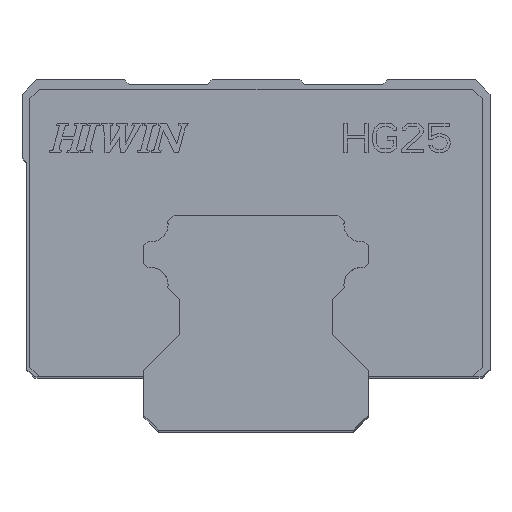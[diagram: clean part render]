
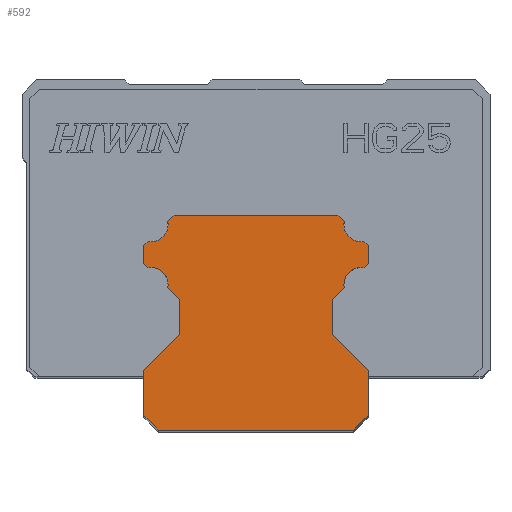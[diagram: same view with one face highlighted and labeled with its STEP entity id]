
A CAD part, top view. The second image highlights one B-rep face of the part: STEP entity #592.
In plain terms, the highlighted planar face has unit normal (0, 0, 1).
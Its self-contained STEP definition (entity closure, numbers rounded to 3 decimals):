
#97=CARTESIAN_POINT('',(10.772,-0.932,31.));
#98=DIRECTION('',(0.,0.,1.));
#99=DIRECTION('',(-0.986,0.168,0.));
#100=AXIS2_PLACEMENT_3D('',#97,#98,#99);
#102=CARTESIAN_POINT('',(10.772,-0.932,31.));
#103=DIRECTION('',(0.,0.,1.));
#104=DIRECTION('',(-1.,0.,0.));
#105=AXIS2_PLACEMENT_3D('',#102,#103,#104);
#107=DIRECTION('',(0.707,-0.707,0.));
#108=VECTOR('',#107,0.614);
#109=CARTESIAN_POINT('',(11.066,-2.657,31.));
#110=LINE('',#109,#108);
#111=DIRECTION('',(0.,-1.,0.));
#112=VECTOR('',#111,1.829);
#113=CARTESIAN_POINT('',(11.5,-3.091,31.));
#114=LINE('',#113,#112);
#115=DIRECTION('',(-0.707,-0.707,0.));
#116=VECTOR('',#115,0.595);
#117=CARTESIAN_POINT('',(11.5,-4.92,31.));
#118=LINE('',#117,#116);
#119=CARTESIAN_POINT('',(10.767,-7.063,31.));
#120=DIRECTION('',(0.,0.,1.));
#121=DIRECTION('',(0.178,0.984,0.));
#122=AXIS2_PLACEMENT_3D('',#119,#120,#121);
#124=CARTESIAN_POINT('',(10.767,-7.063,31.));
#125=DIRECTION('',(0.,0.,1.));
#126=DIRECTION('',(-1.,0.,0.));
#127=AXIS2_PLACEMENT_3D('',#124,#125,#126);
#129=DIRECTION('',(-0.707,-0.707,0.));
#130=VECTOR('',#129,1.761);
#131=CARTESIAN_POINT('',(9.045,-7.375,31.));
#132=LINE('',#131,#130);
#133=DIRECTION('',(0.,-1.,0.));
#134=VECTOR('',#133,3.581);
#135=CARTESIAN_POINT('',(7.8,-8.62,31.));
#136=LINE('',#135,#134);
#137=DIRECTION('',(0.707,-0.707,0.));
#138=VECTOR('',#137,5.233);
#139=CARTESIAN_POINT('',(7.8,-12.201,31.));
#140=LINE('',#139,#138);
#141=DIRECTION('',(0.,-1.,0.));
#142=VECTOR('',#141,4.599);
#143=CARTESIAN_POINT('',(11.5,-15.901,31.));
#144=LINE('',#143,#142);
#145=DIRECTION('',(-0.707,-0.707,0.));
#146=VECTOR('',#145,2.121);
#147=CARTESIAN_POINT('',(11.5,-20.5,31.));
#148=LINE('',#147,#146);
#149=DIRECTION('',(-1.,0.,0.));
#150=VECTOR('',#149,20.);
#151=CARTESIAN_POINT('',(10.,-22.,31.));
#152=LINE('',#151,#150);
#153=DIRECTION('',(-0.707,0.707,0.));
#154=VECTOR('',#153,2.121);
#155=CARTESIAN_POINT('',(-10.,-22.,31.));
#156=LINE('',#155,#154);
#157=DIRECTION('',(0.,1.,0.));
#158=VECTOR('',#157,4.599);
#159=CARTESIAN_POINT('',(-11.5,-20.5,31.));
#160=LINE('',#159,#158);
#161=DIRECTION('',(0.707,0.707,0.));
#162=VECTOR('',#161,5.233);
#163=CARTESIAN_POINT('',(-11.5,-15.901,31.));
#164=LINE('',#163,#162);
#165=DIRECTION('',(0.,1.,0.));
#166=VECTOR('',#165,3.581);
#167=CARTESIAN_POINT('',(-7.8,-12.201,31.));
#168=LINE('',#167,#166);
#169=DIRECTION('',(-0.707,0.707,0.));
#170=VECTOR('',#169,1.761);
#171=CARTESIAN_POINT('',(-7.8,-8.62,31.));
#172=LINE('',#171,#170);
#173=CARTESIAN_POINT('',(-10.767,-7.063,31.));
#174=DIRECTION('',(0.,0.,1.));
#175=DIRECTION('',(0.984,-0.178,0.));
#176=AXIS2_PLACEMENT_3D('',#173,#174,#175);
#178=CARTESIAN_POINT('',(-10.767,-7.063,31.));
#179=DIRECTION('',(0.,0.,1.));
#180=DIRECTION('',(1.,0.,0.));
#181=AXIS2_PLACEMENT_3D('',#178,#179,#180);
#183=DIRECTION('',(-0.707,0.707,0.));
#184=VECTOR('',#183,0.595);
#185=CARTESIAN_POINT('',(-11.079,-5.341,31.));
#186=LINE('',#185,#184);
#187=DIRECTION('',(0.,1.,0.));
#188=VECTOR('',#187,1.829);
#189=CARTESIAN_POINT('',(-11.5,-4.92,31.));
#190=LINE('',#189,#188);
#191=DIRECTION('',(0.707,0.707,0.));
#192=VECTOR('',#191,0.614);
#193=CARTESIAN_POINT('',(-11.5,-3.091,31.));
#194=LINE('',#193,#192);
#195=CARTESIAN_POINT('',(-10.772,-0.932,31.));
#196=DIRECTION('',(0.,0.,1.));
#197=DIRECTION('',(-0.168,-0.986,0.));
#198=AXIS2_PLACEMENT_3D('',#195,#196,#197);
#200=CARTESIAN_POINT('',(-10.772,-0.932,31.));
#201=DIRECTION('',(0.,0.,1.));
#202=DIRECTION('',(1.,0.,0.));
#203=AXIS2_PLACEMENT_3D('',#200,#201,#202);
#205=DIRECTION('',(0.707,0.707,0.));
#206=VECTOR('',#205,0.903);
#207=CARTESIAN_POINT('',(-9.047,-0.638,31.));
#208=LINE('',#207,#206);
#209=DIRECTION('',(1.,0.,0.));
#210=VECTOR('',#209,16.817);
#211=CARTESIAN_POINT('',(-8.409,0.,31.));
#212=LINE('',#211,#210);
#213=DIRECTION('',(0.707,-0.707,0.));
#214=VECTOR('',#213,0.903);
#215=CARTESIAN_POINT('',(8.409,0.,31.));
#216=LINE('',#215,#214);
#393=CARTESIAN_POINT('',(9.017,-7.063,31.));
#394=CARTESIAN_POINT('',(9.045,-7.375,31.));
#395=VERTEX_POINT('',#393);
#396=VERTEX_POINT('',#394);
#397=CARTESIAN_POINT('',(11.079,-5.341,31.));
#398=VERTEX_POINT('',#397);
#399=CARTESIAN_POINT('',(9.047,-0.638,31.));
#400=CARTESIAN_POINT('',(9.022,-0.932,31.));
#401=VERTEX_POINT('',#399);
#402=VERTEX_POINT('',#400);
#403=CARTESIAN_POINT('',(11.066,-2.657,31.));
#404=VERTEX_POINT('',#403);
#405=CARTESIAN_POINT('',(11.5,-3.091,31.));
#406=VERTEX_POINT('',#405);
#407=CARTESIAN_POINT('',(11.5,-4.92,31.));
#408=VERTEX_POINT('',#407);
#409=CARTESIAN_POINT('',(7.8,-8.62,31.));
#410=VERTEX_POINT('',#409);
#411=CARTESIAN_POINT('',(7.8,-12.201,31.));
#412=VERTEX_POINT('',#411);
#413=CARTESIAN_POINT('',(11.5,-15.901,31.));
#414=VERTEX_POINT('',#413);
#415=CARTESIAN_POINT('',(11.5,-20.5,31.));
#416=VERTEX_POINT('',#415);
#417=CARTESIAN_POINT('',(10.,-22.,31.));
#418=VERTEX_POINT('',#417);
#419=CARTESIAN_POINT('',(-10.,-22.,31.));
#420=VERTEX_POINT('',#419);
#421=CARTESIAN_POINT('',(-11.5,-20.5,31.));
#422=VERTEX_POINT('',#421);
#423=CARTESIAN_POINT('',(-11.5,-15.901,31.));
#424=VERTEX_POINT('',#423);
#425=CARTESIAN_POINT('',(-7.8,-12.201,31.));
#426=VERTEX_POINT('',#425);
#427=CARTESIAN_POINT('',(-7.8,-8.62,31.));
#428=VERTEX_POINT('',#427);
#429=CARTESIAN_POINT('',(-9.045,-7.375,31.));
#430=VERTEX_POINT('',#429);
#431=CARTESIAN_POINT('',(-9.017,-7.063,31.));
#432=VERTEX_POINT('',#431);
#433=CARTESIAN_POINT('',(-11.079,-5.341,31.));
#434=VERTEX_POINT('',#433);
#435=CARTESIAN_POINT('',(-11.5,-4.92,31.));
#436=VERTEX_POINT('',#435);
#437=CARTESIAN_POINT('',(-11.5,-3.091,31.));
#438=VERTEX_POINT('',#437);
#439=CARTESIAN_POINT('',(-11.066,-2.657,31.));
#440=VERTEX_POINT('',#439);
#441=CARTESIAN_POINT('',(-9.022,-0.932,31.));
#442=VERTEX_POINT('',#441);
#443=CARTESIAN_POINT('',(-9.047,-0.638,31.));
#444=VERTEX_POINT('',#443);
#445=CARTESIAN_POINT('',(-8.409,0.,31.));
#446=VERTEX_POINT('',#445);
#447=CARTESIAN_POINT('',(8.409,0.,31.));
#448=VERTEX_POINT('',#447);
#531=CARTESIAN_POINT('',(5.,17.5,31.));
#532=DIRECTION('',(0.,0.,1.));
#533=DIRECTION('',(1.,0.,0.));
#534=AXIS2_PLACEMENT_3D('',#531,#532,#533);
#535=PLANE('',#534);
#537=ORIENTED_EDGE('',*,*,#536,.T.);
#539=ORIENTED_EDGE('',*,*,#538,.T.);
#541=ORIENTED_EDGE('',*,*,#540,.T.);
#543=ORIENTED_EDGE('',*,*,#542,.T.);
#545=ORIENTED_EDGE('',*,*,#544,.T.);
#546=ORIENTED_EDGE('',*,*,#520,.T.);
#547=ORIENTED_EDGE('',*,*,#518,.T.);
#549=ORIENTED_EDGE('',*,*,#548,.T.);
#551=ORIENTED_EDGE('',*,*,#550,.T.);
#553=ORIENTED_EDGE('',*,*,#552,.T.);
#555=ORIENTED_EDGE('',*,*,#554,.T.);
#557=ORIENTED_EDGE('',*,*,#556,.T.);
#559=ORIENTED_EDGE('',*,*,#558,.T.);
#561=ORIENTED_EDGE('',*,*,#560,.T.);
#563=ORIENTED_EDGE('',*,*,#562,.T.);
#565=ORIENTED_EDGE('',*,*,#564,.T.);
#567=ORIENTED_EDGE('',*,*,#566,.T.);
#569=ORIENTED_EDGE('',*,*,#568,.T.);
#571=ORIENTED_EDGE('',*,*,#570,.T.);
#573=ORIENTED_EDGE('',*,*,#572,.T.);
#575=ORIENTED_EDGE('',*,*,#574,.T.);
#577=ORIENTED_EDGE('',*,*,#576,.T.);
#579=ORIENTED_EDGE('',*,*,#578,.T.);
#581=ORIENTED_EDGE('',*,*,#580,.T.);
#583=ORIENTED_EDGE('',*,*,#582,.T.);
#585=ORIENTED_EDGE('',*,*,#584,.T.);
#587=ORIENTED_EDGE('',*,*,#586,.T.);
#589=ORIENTED_EDGE('',*,*,#588,.T.);
#590=EDGE_LOOP('',(#537,#539,#541,#543,#545,#546,#547,#549,#551,#553,#555,#557,
#559,#561,#563,#565,#567,#569,#571,#573,#575,#577,#579,#581,#583,#585,#587,
#589));
#591=FACE_OUTER_BOUND('',#590,.F.);
#592=ADVANCED_FACE('',(#591),#535,.T.);
#101=CIRCLE('',#100,1.75);
#106=CIRCLE('',#105,1.75);
#123=CIRCLE('',#122,1.75);
#128=CIRCLE('',#127,1.75);
#177=CIRCLE('',#176,1.75);
#182=CIRCLE('',#181,1.75);
#199=CIRCLE('',#198,1.75);
#204=CIRCLE('',#203,1.75);
#518=EDGE_CURVE('',#395,#396,#128,.T.);
#520=EDGE_CURVE('',#398,#395,#123,.T.);
#536=EDGE_CURVE('',#401,#402,#101,.T.);
#538=EDGE_CURVE('',#402,#404,#106,.T.);
#540=EDGE_CURVE('',#404,#406,#110,.T.);
#542=EDGE_CURVE('',#406,#408,#114,.T.);
#544=EDGE_CURVE('',#408,#398,#118,.T.);
#548=EDGE_CURVE('',#396,#410,#132,.T.);
#550=EDGE_CURVE('',#410,#412,#136,.T.);
#552=EDGE_CURVE('',#412,#414,#140,.T.);
#554=EDGE_CURVE('',#414,#416,#144,.T.);
#556=EDGE_CURVE('',#416,#418,#148,.T.);
#558=EDGE_CURVE('',#418,#420,#152,.T.);
#560=EDGE_CURVE('',#420,#422,#156,.T.);
#562=EDGE_CURVE('',#422,#424,#160,.T.);
#564=EDGE_CURVE('',#424,#426,#164,.T.);
#566=EDGE_CURVE('',#426,#428,#168,.T.);
#568=EDGE_CURVE('',#428,#430,#172,.T.);
#570=EDGE_CURVE('',#430,#432,#177,.T.);
#572=EDGE_CURVE('',#432,#434,#182,.T.);
#574=EDGE_CURVE('',#434,#436,#186,.T.);
#576=EDGE_CURVE('',#436,#438,#190,.T.);
#578=EDGE_CURVE('',#438,#440,#194,.T.);
#580=EDGE_CURVE('',#440,#442,#199,.T.);
#582=EDGE_CURVE('',#442,#444,#204,.T.);
#584=EDGE_CURVE('',#444,#446,#208,.T.);
#586=EDGE_CURVE('',#446,#448,#212,.T.);
#588=EDGE_CURVE('',#448,#401,#216,.T.);
